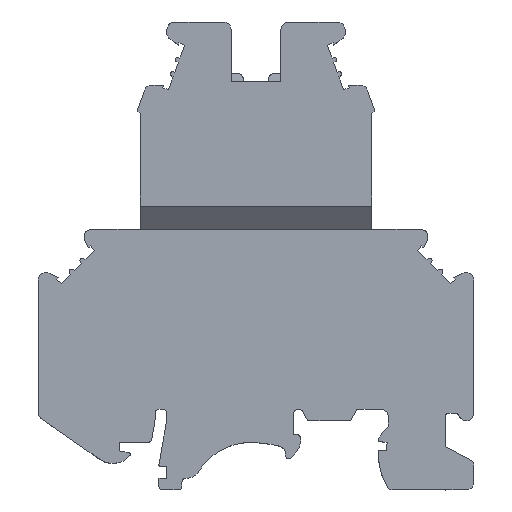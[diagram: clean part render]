
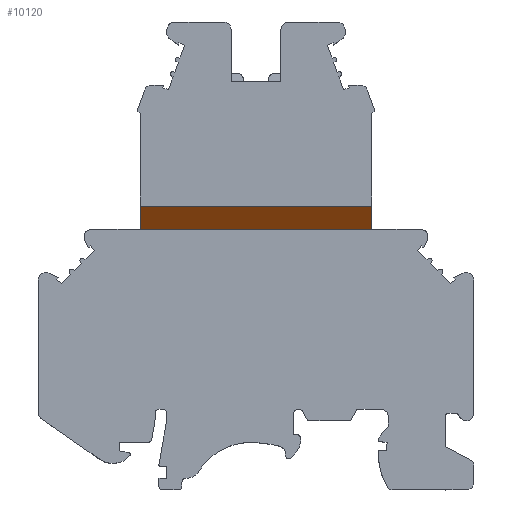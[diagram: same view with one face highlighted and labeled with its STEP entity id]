
A CAD part, top view. The second image highlights one B-rep face of the part: STEP entity #10120.
In plain terms, the highlighted planar face has unit normal (0, -0.64, 0.768).
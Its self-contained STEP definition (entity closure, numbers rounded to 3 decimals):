
#1433=DIRECTION('',(0.,-0.768,-0.64));
#1434=VECTOR('',#1433,3.905);
#1435=CARTESIAN_POINT('',(145.95,183.748,10.778));
#1436=LINE('',#1435,#1434);
#1664=DIRECTION('',(-1.,0.,0.));
#1665=VECTOR('',#1664,30.2);
#1666=CARTESIAN_POINT('',(176.15,183.748,10.778));
#1667=LINE('',#1666,#1665);
#2150=DIRECTION('',(0.,0.768,0.64));
#2151=VECTOR('',#2150,3.905);
#2152=CARTESIAN_POINT('',(176.15,180.748,8.278));
#2153=LINE('',#2152,#2151);
#3570=DIRECTION('',(-1.,0.,0.));
#3571=VECTOR('',#3570,30.2);
#3572=CARTESIAN_POINT('',(176.15,180.748,8.278));
#3573=LINE('',#3572,#3571);
#4385=CARTESIAN_POINT('',(145.95,180.748,8.278));
#4387=VERTEX_POINT('',#4385);
#4389=CARTESIAN_POINT('',(176.15,180.748,8.278));
#4390=VERTEX_POINT('',#4389);
#4925=CARTESIAN_POINT('',(176.15,183.748,10.778));
#4926=VERTEX_POINT('',#4925);
#5024=CARTESIAN_POINT('',(145.95,183.748,10.778));
#5025=VERTEX_POINT('',#5024);
#10109=CARTESIAN_POINT('',(131.05,180.748,8.278));
#10110=DIRECTION('',(0.,0.64,-0.768));
#10111=DIRECTION('',(0.,0.768,0.64));
#10112=AXIS2_PLACEMENT_3D('',#10109,#10110,#10111);
#10113=PLANE('',#10112);
#10114=ORIENTED_EDGE('',*,*,#6851,.F.);
#10115=ORIENTED_EDGE('',*,*,#7109,.F.);
#10116=ORIENTED_EDGE('',*,*,#7810,.F.);
#10117=ORIENTED_EDGE('',*,*,#6142,.T.);
#10118=EDGE_LOOP('',(#10114,#10115,#10116,#10117));
#10119=FACE_OUTER_BOUND('',#10118,.F.);
#6142=EDGE_CURVE('',#4390,#4387,#3573,.T.);
#6851=EDGE_CURVE('',#5025,#4387,#1436,.T.);
#7109=EDGE_CURVE('',#4926,#5025,#1667,.T.);
#7810=EDGE_CURVE('',#4390,#4926,#2153,.T.);
#10120=ADVANCED_FACE('',(#10119),#10113,.F.);
